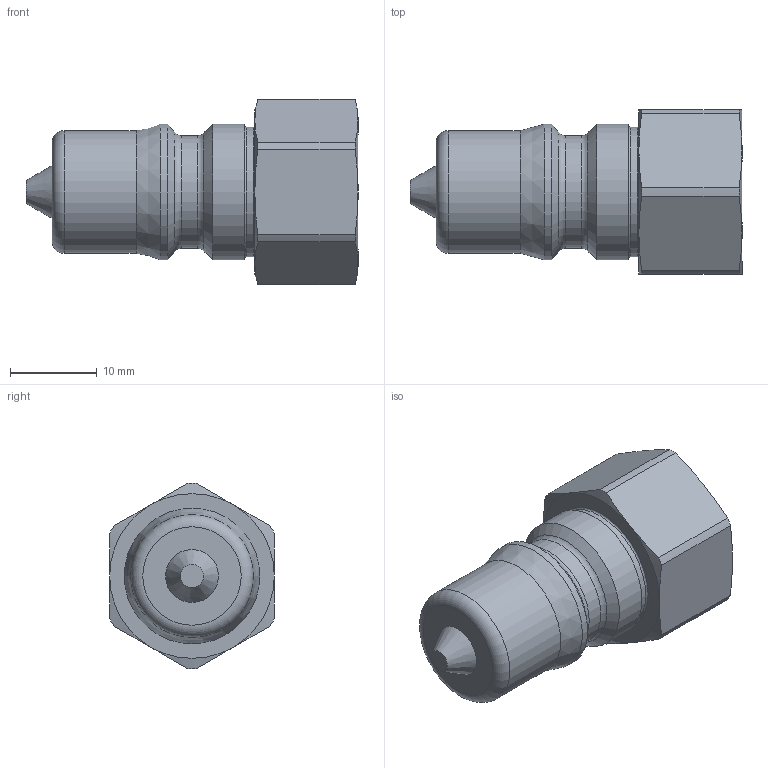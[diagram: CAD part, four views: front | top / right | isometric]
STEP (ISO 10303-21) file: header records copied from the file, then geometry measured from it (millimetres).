
FILE_DESCRIPTION((''),'2;1');
FILE_NAME('72sbiw13rvx.stp','2014-05-09T07:11:27',('IA176480'),(''),'Autodesk Inventor 2013','Autodesk Inventor 2013','');
FILE_SCHEMA(('AUTOMOTIVE_DESIGN { 1 0 10303 214 1 1 1 1 }'));
Length unit declared in the file: millimetre
Products named in the file (1): D110474
Bounding box: 38.3 x 19 x 21.4 mm (x, y, z)
Volume: 6235.8 mm3; surface area: 2936.5 mm2
Topology: 1 solids, 1 shells, 46 faces, 98 edges, 58 vertices
Faces by surface type: cone 17, plane 12, cylinder 12, torus 5
Full cylindrical faces by diameter (mm): 11.445 x1, 13 x1, 14.15 x1, 14.9 x1, 15.65 x2
Entity records: 1193 total; most frequent: CARTESIAN_POINT 231, DIRECTION 194, ORIENTED_EDGE 160, AXIS2_PLACEMENT_3D 91, EDGE_CURVE 80, EDGE_LOOP 66, VERTEX_POINT 56, FACE_OUTER_BOUND 46
